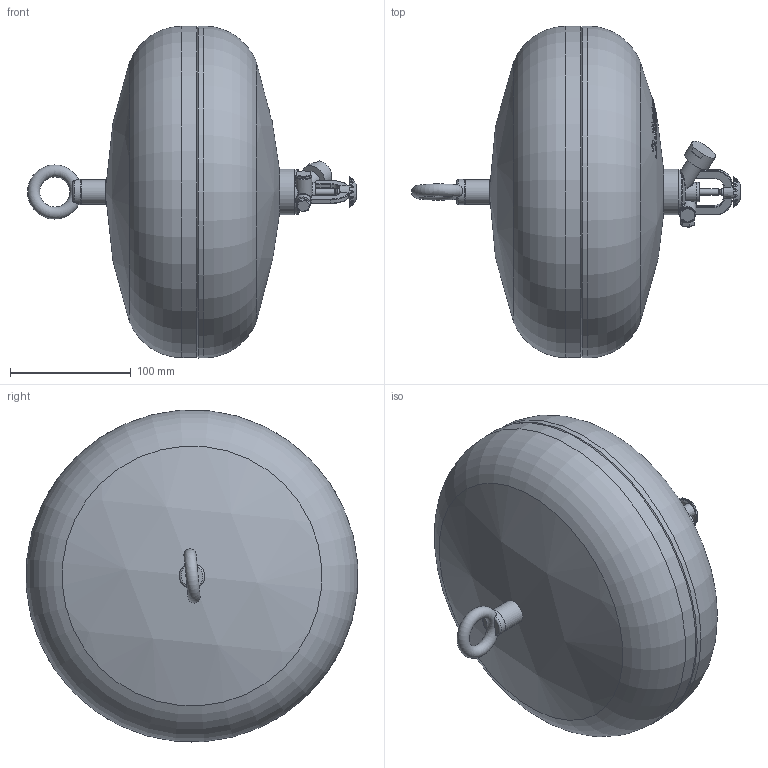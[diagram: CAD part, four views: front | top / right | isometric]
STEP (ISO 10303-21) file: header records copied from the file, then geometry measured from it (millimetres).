
FILE_DESCRIPTION(/* description */ (''),/* implementation_level */ '2;1');
FILE_NAME(/* name */ 'bình cầu tự động 6kg.stp',/* time_stamp */ '2025-07-08T08:34:22+07:00',/* author */ ('Admin'),/* organization */ (''),/* preprocessor_version */ 'ST-DEVELOPER v17',/* originating_system */ 'Autodesk Inventor 2019',/* authorisation */ '');
FILE_SCHEMA (('AUTOMOTIVE_DESIGN { 1 0 10303 214 3 1 1 }'));
Length unit declared in the file: millimetre
Products named in the file (19): bình cầu tự độn
g 6kg; Móc treo; cụm van; cảm biến nhiệt; đồng hồ; gioăng cụm van; gioăng đỡ nhiệt; gioăng đồng hồ; gioăng nạp khí; nắp bịt khí; gioăng bịt khí; nắp nạp khí; than van; vít nhiệt; nắp đỡ nhiệt; đáy bình 6kg; Nắp 6kg; bac ren; bac treo
Assembly tree (19 placements, depth 3):
  bình cầu tự độn
g 6kg
    Móc treo
    cụm van
      cảm biến nhiệt
      đồng hồ
      gioăng bịt khí  x2
      gioăng cụm van
      gioăng đỡ nhiệt
      gioăng đồng hồ
      gioăng nạp khí
      nắp bịt khí
      nắp nạp khí
      than van
      vít nhiệt
      nắp đỡ nhiệt
    đáy bình 6kg
    Nắp 6kg
    bac ren
    bac treo
Bounding box: 272.25 x 274.8 x 274.8 mm (x, y, z)
Volume: 318312.8 mm3; surface area: 397462.5 mm2
Topology: 18 solids, 18 shells, 414 faces, 1099 edges, 736 vertices
Faces by surface type: plane 171, cylinder 98, bspline 78, torus 29, sphere 22, cone 16
Full cylindrical faces by diameter (mm): 4 x1, 4.5 x1, 5 x3, 6 x6, 7 x2, 8 x5, 8.5 x1, 9 x2, 10 x5, 10.5 x1, 12 x4, 13.5 x1, 14 x1, 16 x2, 20 x1, 21 x1, 23 x1, 24 x1, 28 x1, 30 x2, 33.2 x1, 35 x1, 38 x1, 271.8 x1, 272 x1, 274.8 x1, 275 x1
Entity records: 16625 total; most frequent: CARTESIAN_POINT 5726, ORIENTED_EDGE 2188, DIRECTION 2103, EDGE_CURVE 1094, AXIS2_PLACEMENT_3D 872, VERTEX_POINT 735, CIRCLE 484, EDGE_LOOP 465
